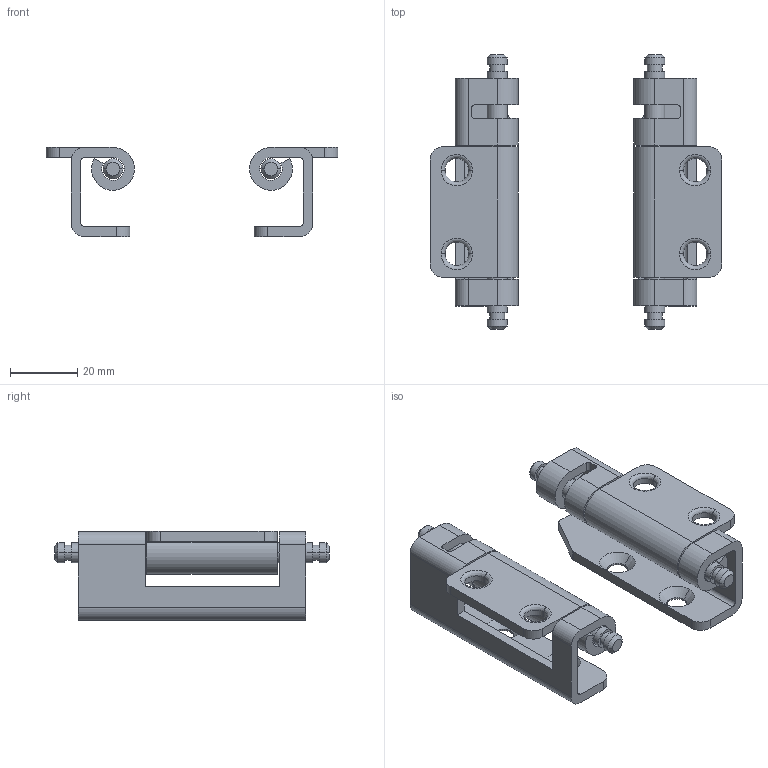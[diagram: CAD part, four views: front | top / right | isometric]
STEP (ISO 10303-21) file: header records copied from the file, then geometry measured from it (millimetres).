
FILE_DESCRIPTION(/* description */ (''),/* implementation_level */ '2;1');
FILE_NAME(/* name */ 'JL138-3',/* time_stamp */ '2024-09-13T09:43:46+08:00',/* author */ (''),/* organization */ (''),/* preprocessor_version */ 'ST-DEVELOPER v19.2',/* originating_system */ 'Rhino 8.5',/* authorisation */ '');
FILE_SCHEMA (('CONFIG_CONTROL_DESIGN'));
Length unit declared in the file: millimetre
Products named in the file (1): Document
Bounding box: 87.12 x 82 x 26.6 mm (x, y, z)
Volume: 30632.8 mm3; surface area: 25060.4 mm2
Topology: 6 solids, 6 shells, 172 faces, 428 edges, 276 vertices
Faces by surface type: cylinder 82, plane 66, bspline 24
Entity records: 5738 total; most frequent: CARTESIAN_POINT 1946, ORIENTED_EDGE 856, DIRECTION 534, EDGE_CURVE 428, AXIS2_PLACEMENT_3D 340, VERTEX_POINT 276, EDGE_LOOP 196, TRIMMED_CURVE 192
